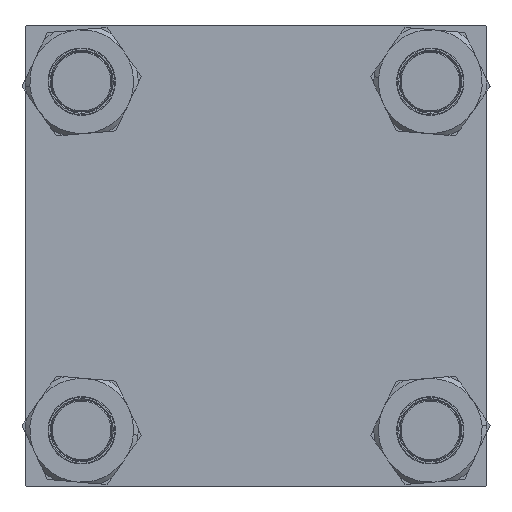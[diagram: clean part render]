
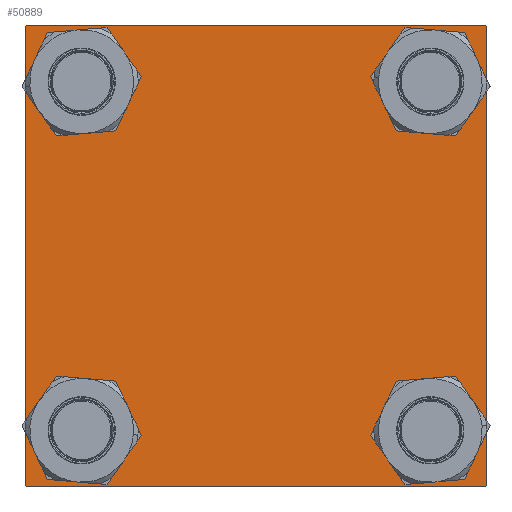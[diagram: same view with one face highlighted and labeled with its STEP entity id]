
A CAD part, left-side view. The second image highlights one B-rep face of the part: STEP entity #50889.
In plain terms, the highlighted planar face has unit normal (-1, 0, 0).
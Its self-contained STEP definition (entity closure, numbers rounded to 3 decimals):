
#52 = DIRECTION ( 'NONE',  ( 0., 0.707, 0.707 ) ) ;
#383 = DIRECTION ( 'NONE',  ( 0., 0., 1. ) ) ;
#1173 = EDGE_CURVE ( 'NONE', #48644, #47669, #10633, .T. ) ;
#1701 = CARTESIAN_POINT ( 'NONE',  ( 0., -102., -102.5 ) ) ;
#2359 = CARTESIAN_POINT ( 'NONE',  ( 0., -77.45, -77.45 ) ) ;
#3045 = EDGE_CURVE ( 'NONE', #13938, #45357, #28305, .T. ) ;
#3654 = ORIENTED_EDGE ( 'NONE', *, *, #18745, .T. ) ;
#4064 = FACE_OUTER_BOUND ( 'NONE', #27761, .T. ) ;
#5062 = EDGE_CURVE ( 'NONE', #14500, #20971, #6414, .T. ) ;
#6153 = CIRCLE ( 'NONE', #15427, 14. ) ;
#6306 = DIRECTION ( 'NONE',  ( 0., 0., 1. ) ) ;
#6414 = LINE ( 'NONE', #28150, #8958 ) ;
#6757 = ORIENTED_EDGE ( 'NONE', *, *, #1173, .T. ) ;
#7005 = EDGE_LOOP ( 'NONE', ( #14619, #31431 ) ) ;
#7060 = LINE ( 'NONE', #16034, #33214 ) ;
#7211 = AXIS2_PLACEMENT_3D ( 'NONE', #38132, #12081, #46250 ) ;
#8575 = ORIENTED_EDGE ( 'NONE', *, *, #30332, .T. ) ;
#8658 = DIRECTION ( 'NONE',  ( 0., -0.707, -0.707 ) ) ;
#8958 = VECTOR ( 'NONE', #23512, 1000. ) ;
#9050 = CARTESIAN_POINT ( 'NONE',  ( 0., -102.25, 102.25 ) ) ;
#9447 = EDGE_CURVE ( 'NONE', #40023, #34209, #50682, .T. ) ;
#9541 = VERTEX_POINT ( 'NONE', #50881 ) ;
#10633 = CIRCLE ( 'NONE', #54965, 14. ) ;
#10696 = CARTESIAN_POINT ( 'NONE',  ( 0., -102.5, 102. ) ) ;
#11738 = DIRECTION ( 'NONE',  ( 1., 0., 0. ) ) ;
#12081 = DIRECTION ( 'NONE',  ( 1., 0., 0. ) ) ;
#12479 = DIRECTION ( 'NONE',  ( 0., 0., 1. ) ) ;
#12683 = CARTESIAN_POINT ( 'NONE',  ( 0., 102.5, -102.5 ) ) ;
#12764 = CARTESIAN_POINT ( 'NONE',  ( 0., 0., 0. ) ) ;
#13007 = LINE ( 'NONE', #21980, #28684 ) ;
#13774 = CARTESIAN_POINT ( 'NONE',  ( 0., -77.45, 91.45 ) ) ;
#13801 = VECTOR ( 'NONE', #52, 1000. ) ;
#13938 = VERTEX_POINT ( 'NONE', #56873 ) ;
#14500 = VERTEX_POINT ( 'NONE', #47216 ) ;
#14619 = ORIENTED_EDGE ( 'NONE', *, *, #57130, .T. ) ;
#15427 = AXIS2_PLACEMENT_3D ( 'NONE', #48479, #40067, #383 ) ;
#15742 = DIRECTION ( 'NONE',  ( 0., -0.707, 0.707 ) ) ;
#15857 = VERTEX_POINT ( 'NONE', #10696 ) ;
#16034 = CARTESIAN_POINT ( 'NONE',  ( 0., 102.5, 102.5 ) ) ;
#16396 = ORIENTED_EDGE ( 'NONE', *, *, #54198, .T. ) ;
#16740 = LINE ( 'NONE', #12683, #43639 ) ;
#17605 = DIRECTION ( 'NONE',  ( 0., -1., 0. ) ) ;
#18233 = EDGE_CURVE ( 'NONE', #43880, #34123, #50760, .T. ) ;
#18263 = DIRECTION ( 'NONE',  ( 1., 0., 0. ) ) ;
#18400 = VERTEX_POINT ( 'NONE', #52818 ) ;
#18745 = EDGE_CURVE ( 'NONE', #47669, #48644, #56337, .T. ) ;
#18869 = EDGE_CURVE ( 'NONE', #57184, #9541, #46139, .T. ) ;
#19462 = CARTESIAN_POINT ( 'NONE',  ( 0., 102.5, 102. ) ) ;
#20971 = VERTEX_POINT ( 'NONE', #19462 ) ;
#21175 = FACE_BOUND ( 'NONE', #7005, .T. ) ;
#21242 = DIRECTION ( 'NONE',  ( 0., -1., 0. ) ) ;
#21287 = ORIENTED_EDGE ( 'NONE', *, *, #5062, .T. ) ;
#21980 = CARTESIAN_POINT ( 'NONE',  ( 0., 102.25, -102.25 ) ) ;
#22964 = EDGE_LOOP ( 'NONE', ( #6757, #3654 ) ) ;
#23512 = DIRECTION ( 'NONE',  ( 0., 0.707, -0.707 ) ) ;
#24117 = CARTESIAN_POINT ( 'NONE',  ( 0., 102.5, 102.5 ) ) ;
#24686 = VERTEX_POINT ( 'NONE', #53935 ) ;
#24783 = DIRECTION ( 'NONE',  ( 0., 0., 1. ) ) ;
#25111 = ORIENTED_EDGE ( 'NONE', *, *, #29270, .T. ) ;
#25363 = LINE ( 'NONE', #47626, #45928 ) ;
#25812 = EDGE_CURVE ( 'NONE', #15857, #18400, #48139, .T. ) ;
#25826 = AXIS2_PLACEMENT_3D ( 'NONE', #51394, #11738, #24783 ) ;
#25933 = DIRECTION ( 'NONE',  ( 0., 0., -1. ) ) ;
#26403 = EDGE_CURVE ( 'NONE', #14500, #18400, #7060, .T. ) ;
#26802 = CARTESIAN_POINT ( 'NONE',  ( 0., -77.45, -77.45 ) ) ;
#27548 = CARTESIAN_POINT ( 'NONE',  ( 0., 77.45, 91.45 ) ) ;
#27721 = VECTOR ( 'NONE', #15742, 1000. ) ;
#27761 = EDGE_LOOP ( 'NONE', ( #35767, #25111, #49652, #47152, #49765, #52313, #32271, #21287 ) ) ;
#27803 = EDGE_CURVE ( 'NONE', #20971, #34490, #55632, .T. ) ;
#28150 = CARTESIAN_POINT ( 'NONE',  ( 0., 102.25, 102.25 ) ) ;
#28305 = CIRCLE ( 'NONE', #47679, 14. ) ;
#28684 = VECTOR ( 'NONE', #8658, 1000. ) ;
#29270 = EDGE_CURVE ( 'NONE', #34490, #24686, #13007, .T. ) ;
#30332 = EDGE_CURVE ( 'NONE', #34123, #43880, #41685, .T. ) ;
#30432 = DIRECTION ( 'NONE',  ( -1., 0., 0. ) ) ;
#31254 = CARTESIAN_POINT ( 'NONE',  ( 0., 77.45, -77.45 ) ) ;
#31382 = AXIS2_PLACEMENT_3D ( 'NONE', #26802, #44448, #31956 ) ;
#31431 = ORIENTED_EDGE ( 'NONE', *, *, #3045, .T. ) ;
#31560 = CARTESIAN_POINT ( 'NONE',  ( 0., 77.45, -77.45 ) ) ;
#31956 = DIRECTION ( 'NONE',  ( 0., 0., 1. ) ) ;
#32271 = ORIENTED_EDGE ( 'NONE', *, *, #26403, .F. ) ;
#32477 = EDGE_LOOP ( 'NONE', ( #35394, #16396 ) ) ;
#32939 = AXIS2_PLACEMENT_3D ( 'NONE', #31560, #18263, #36187 ) ;
#33214 = VECTOR ( 'NONE', #21242, 1000. ) ;
#33933 = DIRECTION ( 'NONE',  ( 0., 0., -1. ) ) ;
#34098 = EDGE_LOOP ( 'NONE', ( #8575, #43076 ) ) ;
#34123 = VERTEX_POINT ( 'NONE', #27548 ) ;
#34209 = VERTEX_POINT ( 'NONE', #34726 ) ;
#34442 = CARTESIAN_POINT ( 'NONE',  ( 0., -77.45, -91.45 ) ) ;
#34476 = FACE_BOUND ( 'NONE', #32477, .T. ) ;
#34490 = VERTEX_POINT ( 'NONE', #35245 ) ;
#34726 = CARTESIAN_POINT ( 'NONE',  ( 0., -77.45, 63.45 ) ) ;
#35245 = CARTESIAN_POINT ( 'NONE',  ( 0., 102.5, -102. ) ) ;
#35394 = ORIENTED_EDGE ( 'NONE', *, *, #9447, .T. ) ;
#35405 = EDGE_CURVE ( 'NONE', #24686, #57184, #16740, .T. ) ;
#35767 = ORIENTED_EDGE ( 'NONE', *, *, #27803, .T. ) ;
#36187 = DIRECTION ( 'NONE',  ( 0., 0., 1. ) ) ;
#36989 = CARTESIAN_POINT ( 'NONE',  ( 0., 77.45, 77.45 ) ) ;
#38132 = CARTESIAN_POINT ( 'NONE',  ( 0., -77.45, 77.45 ) ) ;
#39676 = FACE_BOUND ( 'NONE', #22964, .T. ) ;
#40023 = VERTEX_POINT ( 'NONE', #13774 ) ;
#40067 = DIRECTION ( 'NONE',  ( 1., 0., 0. ) ) ;
#41160 = AXIS2_PLACEMENT_3D ( 'NONE', #12764, #30432, #12479 ) ;
#41168 = DIRECTION ( 'NONE',  ( 0., 0., 1. ) ) ;
#41583 = CARTESIAN_POINT ( 'NONE',  ( 0., 77.45, -63.45 ) ) ;
#41685 = CIRCLE ( 'NONE', #49053, 14. ) ;
#43076 = ORIENTED_EDGE ( 'NONE', *, *, #18233, .T. ) ;
#43639 = VECTOR ( 'NONE', #17605, 1000. ) ;
#43880 = VERTEX_POINT ( 'NONE', #47709 ) ;
#44448 = DIRECTION ( 'NONE',  ( 1., 0., 0. ) ) ;
#45357 = VERTEX_POINT ( 'NONE', #41583 ) ;
#45928 = VECTOR ( 'NONE', #25933, 1000. ) ;
#46139 = LINE ( 'NONE', #51340, #27721 ) ;
#46250 = DIRECTION ( 'NONE',  ( 0., 0., 1. ) ) ;
#47152 = ORIENTED_EDGE ( 'NONE', *, *, #18869, .T. ) ;
#47216 = CARTESIAN_POINT ( 'NONE',  ( 0., 102., 102.5 ) ) ;
#47626 = CARTESIAN_POINT ( 'NONE',  ( 0., -102.5, 102.5 ) ) ;
#47669 = VERTEX_POINT ( 'NONE', #34442 ) ;
#47679 = AXIS2_PLACEMENT_3D ( 'NONE', #31254, #53535, #49479 ) ;
#47709 = CARTESIAN_POINT ( 'NONE',  ( 0., 77.45, 63.45 ) ) ;
#47802 = PLANE ( 'NONE',  #41160 ) ;
#48139 = LINE ( 'NONE', #9050, #13801 ) ;
#48479 = CARTESIAN_POINT ( 'NONE',  ( 0., -77.45, 77.45 ) ) ;
#48644 = VERTEX_POINT ( 'NONE', #55813 ) ;
#49053 = AXIS2_PLACEMENT_3D ( 'NONE', #36989, #54642, #6306 ) ;
#49479 = DIRECTION ( 'NONE',  ( 0., 0., 1. ) ) ;
#49652 = ORIENTED_EDGE ( 'NONE', *, *, #35405, .T. ) ;
#49765 = ORIENTED_EDGE ( 'NONE', *, *, #54789, .F. ) ;
#50682 = CIRCLE ( 'NONE', #7211, 14. ) ;
#50760 = CIRCLE ( 'NONE', #25826, 14. ) ;
#50827 = VECTOR ( 'NONE', #33933, 1000. ) ;
#50881 = CARTESIAN_POINT ( 'NONE',  ( 0., -102.5, -102. ) ) ;
#50889 = ADVANCED_FACE ( 'NONE', ( #34476, #39676, #21175, #52139, #4064 ), #47802, .T. ) ;
#51340 = CARTESIAN_POINT ( 'NONE',  ( 0., -102.25, -102.25 ) ) ;
#51394 = CARTESIAN_POINT ( 'NONE',  ( 0., 77.45, 77.45 ) ) ;
#52139 = FACE_BOUND ( 'NONE', #34098, .T. ) ;
#52313 = ORIENTED_EDGE ( 'NONE', *, *, #25812, .T. ) ;
#52818 = CARTESIAN_POINT ( 'NONE',  ( 0., -102., 102.5 ) ) ;
#53535 = DIRECTION ( 'NONE',  ( 1., 0., 0. ) ) ;
#53935 = CARTESIAN_POINT ( 'NONE',  ( 0., 102., -102.5 ) ) ;
#54198 = EDGE_CURVE ( 'NONE', #34209, #40023, #6153, .T. ) ;
#54642 = DIRECTION ( 'NONE',  ( 1., 0., 0. ) ) ;
#54789 = EDGE_CURVE ( 'NONE', #15857, #9541, #25363, .T. ) ;
#54965 = AXIS2_PLACEMENT_3D ( 'NONE', #2359, #55049, #41168 ) ;
#55049 = DIRECTION ( 'NONE',  ( 1., 0., 0. ) ) ;
#55126 = CIRCLE ( 'NONE', #32939, 14. ) ;
#55632 = LINE ( 'NONE', #24117, #50827 ) ;
#55813 = CARTESIAN_POINT ( 'NONE',  ( 0., -77.45, -63.45 ) ) ;
#56337 = CIRCLE ( 'NONE', #31382, 14. ) ;
#56873 = CARTESIAN_POINT ( 'NONE',  ( 0., 77.45, -91.45 ) ) ;
#57130 = EDGE_CURVE ( 'NONE', #45357, #13938, #55126, .T. ) ;
#57184 = VERTEX_POINT ( 'NONE', #1701 ) ;
